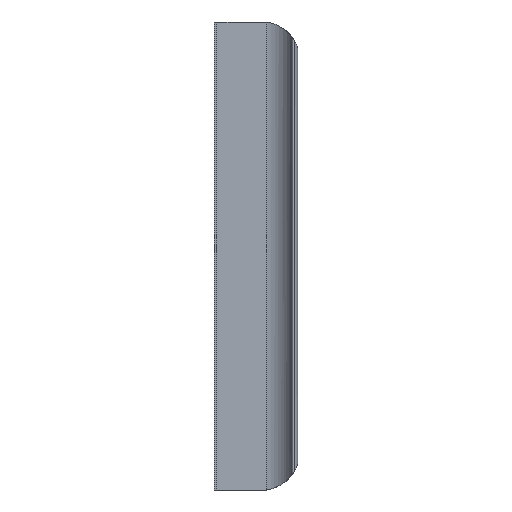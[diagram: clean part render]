
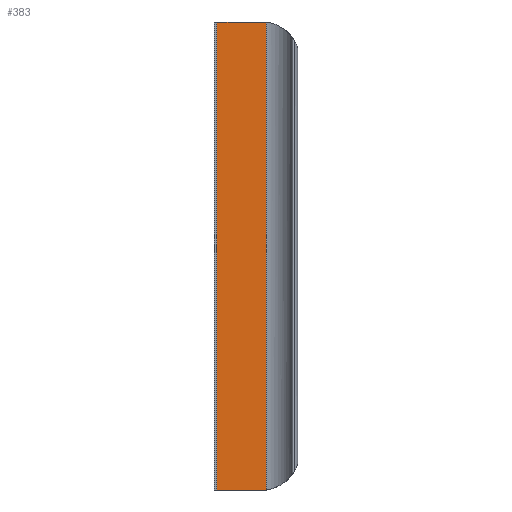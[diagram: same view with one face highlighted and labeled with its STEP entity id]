
A CAD part, front view. The second image highlights one B-rep face of the part: STEP entity #383.
In plain terms, the highlighted planar face has unit normal (0, -1, 0).
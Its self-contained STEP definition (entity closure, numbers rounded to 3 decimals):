
#45=PLANE('',#433);
#65=FACE_OUTER_BOUND('',#87,.T.);
#87=EDGE_LOOP('',(#344,#345,#346,#347));
#110=LINE('',#736,#142);
#115=LINE('',#746,#147);
#120=LINE('',#757,#152);
#121=LINE('',#758,#153);
#142=VECTOR('',#494,10.);
#147=VECTOR('',#505,10.);
#152=VECTOR('',#520,10.);
#153=VECTOR('',#521,10.);
#197=VERTEX_POINT('',#733);
#198=VERTEX_POINT('',#735);
#200=VERTEX_POINT('',#744);
#201=VERTEX_POINT('',#756);
#241=EDGE_CURVE('',#198,#197,#110,.T.);
#247=EDGE_CURVE('',#200,#197,#115,.T.);
#252=EDGE_CURVE('',#201,#198,#120,.T.);
#253=EDGE_CURVE('',#201,#200,#121,.T.);
#344=ORIENTED_EDGE('',*,*,#252,.T.);
#345=ORIENTED_EDGE('',*,*,#241,.T.);
#346=ORIENTED_EDGE('',*,*,#247,.F.);
#347=ORIENTED_EDGE('',*,*,#253,.F.);
#383=ADVANCED_FACE('',(#65),#45,.T.);
#433=AXIS2_PLACEMENT_3D('',#755,#518,#519);
#494=DIRECTION('',(0.,0.,1.));
#505=DIRECTION('',(1.,0.,0.));
#518=DIRECTION('center_axis',(0.,-1.,0.));
#519=DIRECTION('ref_axis',(1.,0.,0.));
#520=DIRECTION('',(1.,0.,0.));
#521=DIRECTION('',(0.,0.,1.));
#733=CARTESIAN_POINT('',(25.,15.8,225.));
#735=CARTESIAN_POINT('',(25.,15.8,0.));
#736=CARTESIAN_POINT('',(25.,15.8,0.));
#744=CARTESIAN_POINT('',(1.2,15.8,225.));
#746=CARTESIAN_POINT('',(1.2,15.8,225.));
#755=CARTESIAN_POINT('Origin',(1.2,15.8,0.));
#756=CARTESIAN_POINT('',(1.2,15.8,0.));
#757=CARTESIAN_POINT('',(1.2,15.8,0.));
#758=CARTESIAN_POINT('',(1.2,15.8,0.));
